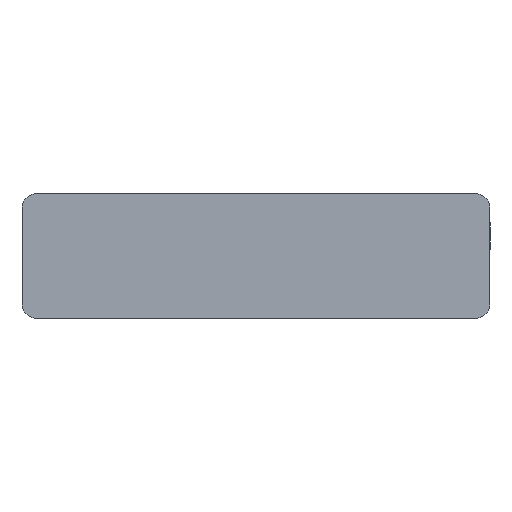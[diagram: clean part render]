
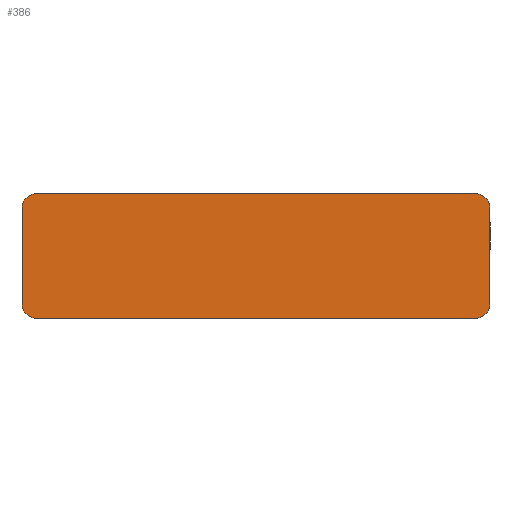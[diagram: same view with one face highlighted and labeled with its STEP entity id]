
A CAD part, top view. The second image highlights one B-rep face of the part: STEP entity #386.
In plain terms, the highlighted planar face has unit normal (0, 0, 1).
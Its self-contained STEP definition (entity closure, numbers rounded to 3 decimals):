
#29=PLANE('',#439);
#49=FACE_OUTER_BOUND('',#69,.T.);
#69=EDGE_LOOP('',(#350,#351,#352,#353,#354,#355,#356,#357));
#92=LINE('',#632,#128);
#100=LINE('',#655,#136);
#104=LINE('',#666,#140);
#105=LINE('',#669,#141);
#128=VECTOR('',#513,10.);
#136=VECTOR('',#535,10.);
#140=VECTOR('',#549,10.);
#141=VECTOR('',#554,10.);
#152=CIRCLE('',#422,2.);
#157=CIRCLE('',#430,2.);
#158=CIRCLE('',#433,2.);
#159=CIRCLE('',#435,2.);
#180=VERTEX_POINT('',#619);
#181=VERTEX_POINT('',#620);
#185=VERTEX_POINT('',#630);
#191=VERTEX_POINT('',#648);
#192=VERTEX_POINT('',#649);
#193=VERTEX_POINT('',#654);
#194=VERTEX_POINT('',#660);
#195=VERTEX_POINT('',#661);
#224=EDGE_CURVE('',#180,#181,#152,.T.);
#230=EDGE_CURVE('',#180,#185,#92,.T.);
#239=EDGE_CURVE('',#191,#192,#157,.T.);
#242=EDGE_CURVE('',#193,#192,#100,.T.);
#244=EDGE_CURVE('',#193,#185,#158,.T.);
#245=EDGE_CURVE('',#194,#195,#159,.T.);
#248=EDGE_CURVE('',#191,#195,#104,.T.);
#249=EDGE_CURVE('',#194,#181,#105,.T.);
#350=ORIENTED_EDGE('',*,*,#224,.F.);
#351=ORIENTED_EDGE('',*,*,#230,.T.);
#352=ORIENTED_EDGE('',*,*,#244,.F.);
#353=ORIENTED_EDGE('',*,*,#242,.T.);
#354=ORIENTED_EDGE('',*,*,#239,.F.);
#355=ORIENTED_EDGE('',*,*,#248,.T.);
#356=ORIENTED_EDGE('',*,*,#245,.F.);
#357=ORIENTED_EDGE('',*,*,#249,.T.);
#386=ADVANCED_FACE('',(#49),#29,.T.);
#422=AXIS2_PLACEMENT_3D('',#621,#503,#504);
#430=AXIS2_PLACEMENT_3D('',#650,#529,#530);
#433=AXIS2_PLACEMENT_3D('',#658,#539,#540);
#435=AXIS2_PLACEMENT_3D('',#662,#543,#544);
#439=AXIS2_PLACEMENT_3D('',#670,#555,#556);
#503=DIRECTION('center_axis',(0.,0.,-1.));
#504=DIRECTION('ref_axis',(0.707,-0.707,0.));
#513=DIRECTION('',(0.,1.,0.));
#529=DIRECTION('center_axis',(0.,0.,-1.));
#530=DIRECTION('ref_axis',(-0.707,0.707,0.));
#535=DIRECTION('',(-1.,0.,0.));
#539=DIRECTION('center_axis',(0.,0.,-1.));
#540=DIRECTION('ref_axis',(0.707,0.707,0.));
#543=DIRECTION('center_axis',(0.,0.,-1.));
#544=DIRECTION('ref_axis',(-0.707,-0.707,0.));
#549=DIRECTION('',(0.,-1.,0.));
#554=DIRECTION('',(1.,0.,0.));
#555=DIRECTION('center_axis',(0.,0.,1.));
#556=DIRECTION('ref_axis',(1.,0.,0.));
#619=CARTESIAN_POINT('',(31.5,99.6,8.));
#620=CARTESIAN_POINT('',(29.5,97.6,8.));
#621=CARTESIAN_POINT('Origin',(29.5,99.6,8.));
#630=CARTESIAN_POINT('',(31.5,112.4,8.));
#632=CARTESIAN_POINT('',(31.5,97.6,8.));
#648=CARTESIAN_POINT('',(-31.5,112.4,8.));
#649=CARTESIAN_POINT('',(-29.5,114.4,8.));
#650=CARTESIAN_POINT('Origin',(-29.5,112.4,8.));
#654=CARTESIAN_POINT('',(29.5,114.4,8.));
#655=CARTESIAN_POINT('',(31.5,114.4,8.));
#658=CARTESIAN_POINT('Origin',(29.5,112.4,8.));
#660=CARTESIAN_POINT('',(-29.5,97.6,8.));
#661=CARTESIAN_POINT('',(-31.5,99.6,8.));
#662=CARTESIAN_POINT('Origin',(-29.5,99.6,8.));
#666=CARTESIAN_POINT('',(-31.5,114.4,8.));
#669=CARTESIAN_POINT('',(-31.5,97.6,8.));
#670=CARTESIAN_POINT('Origin',(0.,106.,8.));
